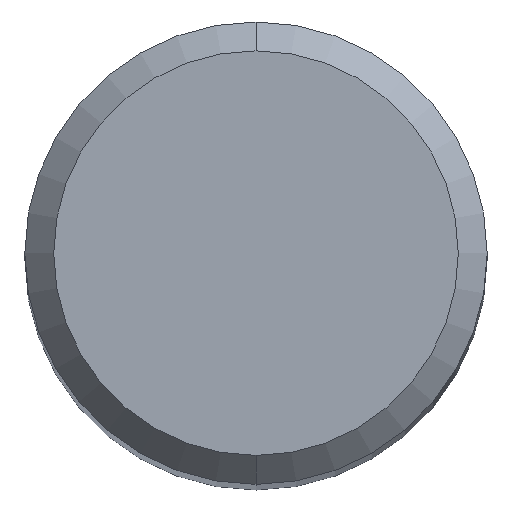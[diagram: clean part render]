
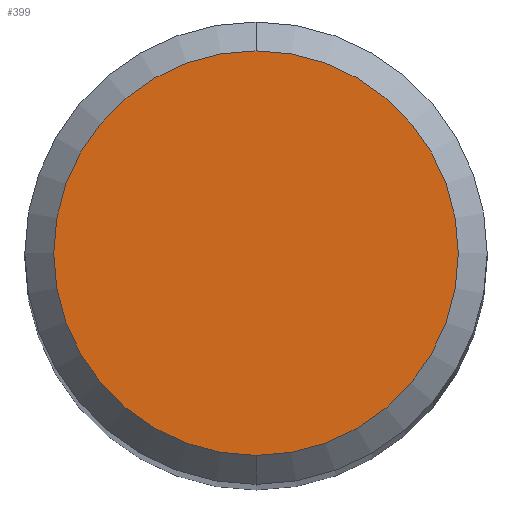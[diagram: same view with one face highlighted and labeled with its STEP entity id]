
A CAD part, top view. The second image highlights one B-rep face of the part: STEP entity #399.
In plain terms, the highlighted planar face has unit normal (0, 0, 1).
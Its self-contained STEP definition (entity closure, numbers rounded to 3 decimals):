
#259=VERTEX_POINT('',#649);
#309=EDGE_CURVE('',#561,#259,#706,.T.);
#337=EDGE_CURVE('',#259,#561,#737,.T.);
#399=ADVANCED_FACE('',(#810),#811,.T.);
#561=VERTEX_POINT('',#988);
#649=CARTESIAN_POINT('',(0.,-2.8,0.0));
#706=CIRCLE('',#1191,2.8);
#737=CIRCLE('',#1260,2.8);
#810=FACE_OUTER_BOUND('',#1438,.T.);
#811=PLANE('',#1439);
#988=CARTESIAN_POINT('',(0.0,2.8,0.0));
#1191=AXIS2_PLACEMENT_3D('',#1874,#1875,#1876);
#1260=AXIS2_PLACEMENT_3D('',#1909,#1910,#1911);
#1438=EDGE_LOOP('',(#2032,#2033));
#1439=AXIS2_PLACEMENT_3D('',#2034,#2035,#2036);
#1874=CARTESIAN_POINT('',(0.0,0.0,0.0));
#1875=DIRECTION('',(0.0,0.0,-1.0));
#1876=DIRECTION('',(0.0,1.0,0.0));
#1909=CARTESIAN_POINT('',(0.0,0.0,0.0));
#1910=DIRECTION('',(0.0,0.0,-1.0));
#1911=DIRECTION('',(0.0,1.0,0.0));
#2032=ORIENTED_EDGE('',*,*,#309,.F.);
#2033=ORIENTED_EDGE('',*,*,#337,.F.);
#2034=CARTESIAN_POINT('',(0.0,1.4,0.0));
#2035=DIRECTION('',(-0.0,0.0,1.0));
#2036=DIRECTION('',(0.0,-1.0,0.0));
